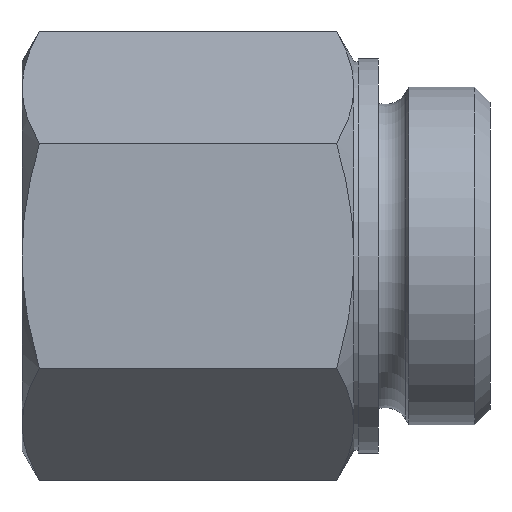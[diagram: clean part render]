
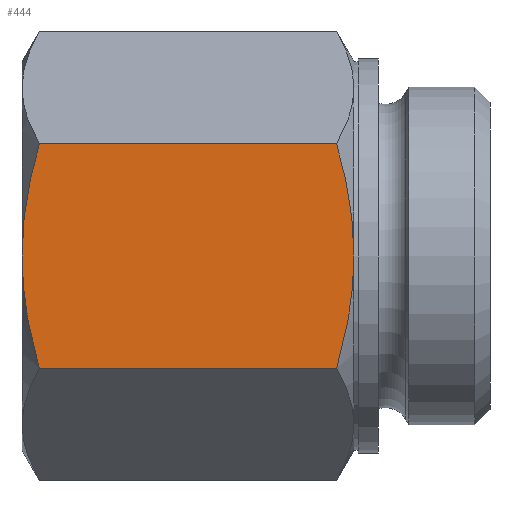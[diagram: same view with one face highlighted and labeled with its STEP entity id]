
A CAD part, left-side view. The second image highlights one B-rep face of the part: STEP entity #444.
In plain terms, the highlighted planar face has unit normal (-1, 0, 0).
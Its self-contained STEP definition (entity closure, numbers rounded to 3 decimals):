
#20=B_SPLINE_CURVE_WITH_KNOTS('',3,(#722,#723,#724,#725),.UNSPECIFIED.,
 .F.,.F.,(4,4),(0.025,0.036),.UNSPECIFIED.);
#21=B_SPLINE_CURVE_WITH_KNOTS('',3,(#726,#727,#728,#729),.UNSPECIFIED.,
 .F.,.F.,(4,4),(0.036,0.047),.UNSPECIFIED.);
#22=B_SPLINE_CURVE_WITH_KNOTS('',3,(#733,#734,#735,#736),.UNSPECIFIED.,
 .F.,.F.,(4,4),(0.035,0.047),.UNSPECIFIED.);
#23=B_SPLINE_CURVE_WITH_KNOTS('',3,(#738,#739,#740,#741),.UNSPECIFIED.,
 .F.,.F.,(4,4),(0.024,0.035),.UNSPECIFIED.);
#44=LINE('',#719,#50);
#45=LINE('',#731,#51);
#50=VECTOR('',#594,1000.);
#51=VECTOR('',#595,1000.);
#57=PLANE('',#506);
#105=ORIENTED_EDGE('',*,*,#216,.T.);
#106=ORIENTED_EDGE('',*,*,#217,.T.);
#107=ORIENTED_EDGE('',*,*,#218,.T.);
#108=ORIENTED_EDGE('',*,*,#219,.F.);
#109=ORIENTED_EDGE('',*,*,#220,.F.);
#110=ORIENTED_EDGE('',*,*,#221,.F.);
#216=EDGE_CURVE('',#274,#275,#44,.T.);
#217=EDGE_CURVE('',#275,#264,#20,.T.);
#218=EDGE_CURVE('',#264,#276,#21,.T.);
#219=EDGE_CURVE('',#277,#276,#45,.T.);
#220=EDGE_CURVE('',#278,#277,#22,.T.);
#221=EDGE_CURVE('',#274,#278,#23,.T.);
#264=VERTEX_POINT('',#692);
#274=VERTEX_POINT('',#720);
#275=VERTEX_POINT('',#721);
#276=VERTEX_POINT('',#730);
#277=VERTEX_POINT('',#732);
#278=VERTEX_POINT('',#737);
#342=EDGE_LOOP('',(#105,#106,#107,#108,#109,#110));
#394=FACE_BOUND('',#342,.T.);
#444=ADVANCED_FACE('',(#394),#57,.F.);
#506=AXIS2_PLACEMENT_3D('',#718,#592,#593);
#592=DIRECTION('',(1.,0.,0.));
#593=DIRECTION('',(0.,0.,-1.));
#594=DIRECTION('',(0.,-1.,0.));
#595=DIRECTION('',(0.,-1.,0.));
#692=CARTESIAN_POINT('',(-19.15,0.4,0.));
#718=CARTESIAN_POINT('',(-19.15,33.1,-11.056));
#719=CARTESIAN_POINT('',(-19.15,33.1,-11.056));
#720=CARTESIAN_POINT('',(-19.15,31.39,-11.056));
#721=CARTESIAN_POINT('',(-19.15,2.11,-11.056));
#722=CARTESIAN_POINT('',(-19.15,2.11,-11.056));
#723=CARTESIAN_POINT('',(-19.15,1.072,-7.458));
#724=CARTESIAN_POINT('',(-19.15,0.4,-3.787));
#725=CARTESIAN_POINT('',(-19.15,0.4,0.));
#726=CARTESIAN_POINT('',(-19.15,0.4,0.));
#727=CARTESIAN_POINT('',(-19.15,0.4,3.789));
#728=CARTESIAN_POINT('',(-19.15,1.071,7.456));
#729=CARTESIAN_POINT('',(-19.15,2.11,11.056));
#730=CARTESIAN_POINT('',(-19.15,2.11,11.056));
#731=CARTESIAN_POINT('',(-19.15,33.1,11.056));
#732=CARTESIAN_POINT('',(-19.15,31.39,11.056));
#733=CARTESIAN_POINT('',(-19.15,33.1,0.));
#734=CARTESIAN_POINT('',(-19.15,33.1,3.785));
#735=CARTESIAN_POINT('',(-19.15,32.428,7.458));
#736=CARTESIAN_POINT('',(-19.15,31.39,11.056));
#737=CARTESIAN_POINT('',(-19.15,33.1,0.));
#738=CARTESIAN_POINT('',(-19.15,31.39,-11.056));
#739=CARTESIAN_POINT('',(-19.15,32.429,-7.454));
#740=CARTESIAN_POINT('',(-19.15,33.1,-3.787));
#741=CARTESIAN_POINT('',(-19.15,33.1,0.));
